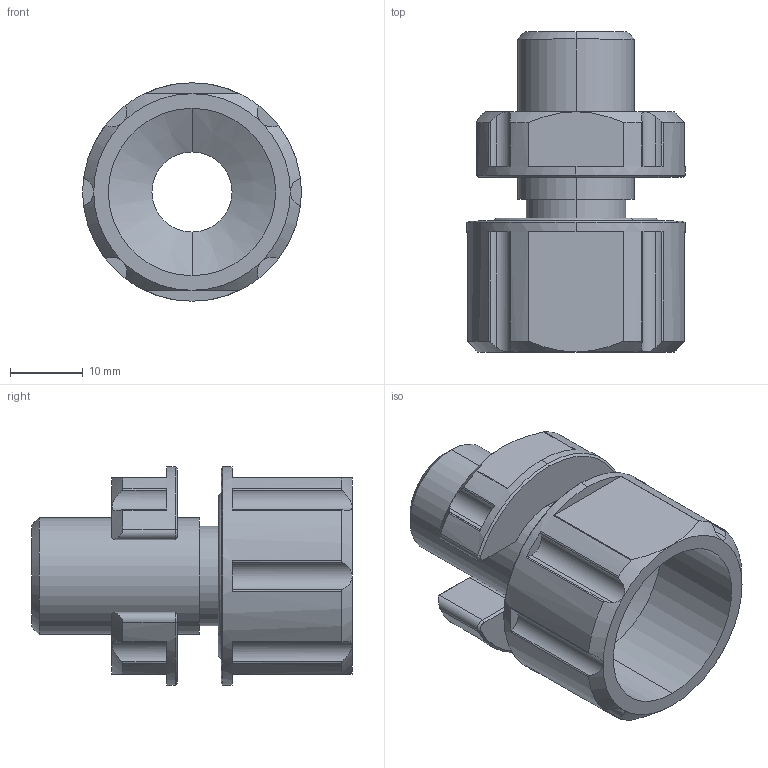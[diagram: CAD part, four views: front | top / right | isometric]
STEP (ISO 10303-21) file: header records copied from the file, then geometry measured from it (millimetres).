
FILE_DESCRIPTION (( 'STEP AP203' ), '1' );
FILE_NAME ('13020101-0016.STEP', '2023-10-04T04:47:55', ( '' ), ( '' ), 'SwSTEP 2.0', 'SolidWorks 2022', '' );
FILE_SCHEMA (( 'CONFIG_CONTROL_DESIGN' ));
Length unit declared in the file: millimetre
Products named in the file (1): 13020101-0016
Bounding box: 30 x 44 x 30 mm (x, y, z)
Volume: 11395.2 mm3; surface area: 8345 mm2
Topology: 2 solids, 2 shells, 140 faces, 358 edges, 225 vertices
Faces by surface type: cylinder 69, cone 37, plane 32, torus 2
Entity records: 4707 total; most frequent: CARTESIAN_POINT 1250, DIRECTION 724, ORIENTED_EDGE 716, EDGE_CURVE 358, AXIS2_PLACEMENT_3D 299, VERTEX_POINT 225, CIRCLE 158, EDGE_LOOP 145
